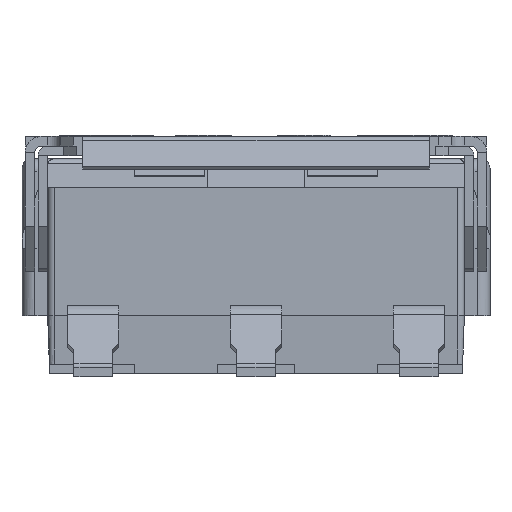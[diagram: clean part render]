
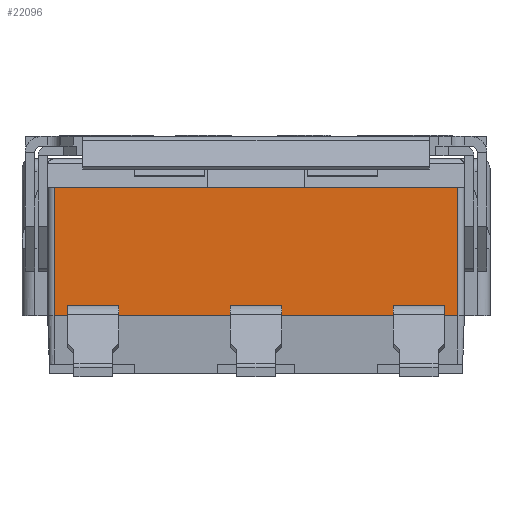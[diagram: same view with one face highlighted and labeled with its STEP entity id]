
A CAD part, front view. The second image highlights one B-rep face of the part: STEP entity #22096.
In plain terms, the highlighted planar face has unit normal (0, -1, 0).
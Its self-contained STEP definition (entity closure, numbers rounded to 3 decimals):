
#1493=ORIENTED_EDGE('',*,*,#7964,.F.);
#1494=ORIENTED_EDGE('',*,*,#7080,.T.);
#1495=ORIENTED_EDGE('',*,*,#7965,.F.);
#1496=ORIENTED_EDGE('',*,*,#7086,.F.);
#1497=ORIENTED_EDGE('',*,*,#7966,.F.);
#1498=ORIENTED_EDGE('',*,*,#7038,.T.);
#1499=ORIENTED_EDGE('',*,*,#7967,.F.);
#1500=ORIENTED_EDGE('',*,*,#7044,.F.);
#1501=ORIENTED_EDGE('',*,*,#7968,.F.);
#1502=ORIENTED_EDGE('',*,*,#6996,.T.);
#1503=ORIENTED_EDGE('',*,*,#7969,.F.);
#1504=ORIENTED_EDGE('',*,*,#7002,.F.);
#1505=ORIENTED_EDGE('',*,*,#7970,.F.);
#1506=ORIENTED_EDGE('',*,*,#7963,.T.);
#1507=ORIENTED_EDGE('',*,*,#7971,.T.);
#1508=ORIENTED_EDGE('',*,*,#7972,.F.);
#6996=EDGE_CURVE('',#10278,#10277,#12467,.T.);
#7002=EDGE_CURVE('',#10281,#10282,#12471,.T.);
#7038=EDGE_CURVE('',#10310,#10309,#12501,.T.);
#7044=EDGE_CURVE('',#10313,#10314,#12505,.T.);
#7080=EDGE_CURVE('',#10342,#10341,#12535,.T.);
#7086=EDGE_CURVE('',#10345,#10346,#12539,.T.);
#7963=EDGE_CURVE('',#11159,#11160,#13338,.T.);
#7964=EDGE_CURVE('',#10342,#10345,#13339,.T.);
#7965=EDGE_CURVE('',#10346,#10341,#13340,.T.);
#7966=EDGE_CURVE('',#10310,#10313,#13341,.T.);
#7967=EDGE_CURVE('',#10314,#10309,#13342,.T.);
#7968=EDGE_CURVE('',#10278,#10281,#13343,.T.);
#7969=EDGE_CURVE('',#10282,#10277,#13344,.T.);
#7970=EDGE_CURVE('',#11159,#11161,#13345,.T.);
#7971=EDGE_CURVE('',#11160,#11162,#13346,.T.);
#7972=EDGE_CURVE('',#11161,#11162,#13347,.T.);
#10277=VERTEX_POINT('',#38347);
#10278=VERTEX_POINT('',#38349);
#10281=VERTEX_POINT('',#38358);
#10282=VERTEX_POINT('',#38360);
#10309=VERTEX_POINT('',#38430);
#10310=VERTEX_POINT('',#38432);
#10313=VERTEX_POINT('',#38441);
#10314=VERTEX_POINT('',#38443);
#10341=VERTEX_POINT('',#38513);
#10342=VERTEX_POINT('',#38515);
#10345=VERTEX_POINT('',#38524);
#10346=VERTEX_POINT('',#38526);
#11159=VERTEX_POINT('',#40275);
#11160=VERTEX_POINT('',#40277);
#11161=VERTEX_POINT('',#40287);
#11162=VERTEX_POINT('',#40289);
#12467=LINE('',#38348,#15561);
#12471=LINE('',#38359,#15565);
#12501=LINE('',#38431,#15595);
#12505=LINE('',#38442,#15599);
#12535=LINE('',#38514,#15629);
#12539=LINE('',#38525,#15633);
#13338=LINE('',#40278,#16432);
#13339=LINE('',#40280,#16433);
#13340=LINE('',#40281,#16434);
#13341=LINE('',#40282,#16435);
#13342=LINE('',#40283,#16436);
#13343=LINE('',#40284,#16437);
#13344=LINE('',#40285,#16438);
#13345=LINE('',#40286,#16439);
#13346=LINE('',#40288,#16440);
#13347=LINE('',#40290,#16441);
#15561=VECTOR('',#32550,1000.);
#15565=VECTOR('',#32560,1000.);
#15595=VECTOR('',#32618,1000.);
#15599=VECTOR('',#32628,1000.);
#15629=VECTOR('',#32686,1000.);
#15633=VECTOR('',#32696,1000.);
#16432=VECTOR('',#33749,1000.);
#16433=VECTOR('',#33752,1000.);
#16434=VECTOR('',#33753,1000.);
#16435=VECTOR('',#33754,1000.);
#16436=VECTOR('',#33755,1000.);
#16437=VECTOR('',#33756,1000.);
#16438=VECTOR('',#33757,1000.);
#16439=VECTOR('',#33758,1000.);
#16440=VECTOR('',#33759,1000.);
#16441=VECTOR('',#33760,1000.);
#18710=EDGE_LOOP('',(#1493,#1494,#1495,#1496));
#18711=EDGE_LOOP('',(#1497,#1498,#1499,#1500));
#18712=EDGE_LOOP('',(#1501,#1502,#1503,#1504));
#18713=EDGE_LOOP('',(#1505,#1506,#1507,#1508));
#19890=FACE_BOUND('',#18710,.T.);
#19891=FACE_BOUND('',#18711,.T.);
#19892=FACE_BOUND('',#18712,.T.);
#19893=FACE_BOUND('',#18713,.T.);
#21030=PLANE('',#31285);
#22096=ADVANCED_FACE('',(#19890,#19891,#19892,#19893),#21030,.F.);
#31285=AXIS2_PLACEMENT_3D('',#40279,#33750,#33751);
#32550=DIRECTION('',(0.,0.,-1.));
#32560=DIRECTION('',(0.,0.,-1.));
#32618=DIRECTION('',(0.,0.,-1.));
#32628=DIRECTION('',(0.,0.,-1.));
#32686=DIRECTION('',(0.,0.,-1.));
#32696=DIRECTION('',(0.,0.,-1.));
#33749=DIRECTION('',(0.,0.,-1.));
#33750=DIRECTION('',(0.,1.,0.));
#33751=DIRECTION('',(0.,0.,1.));
#33752=DIRECTION('',(-1.,0.,0.));
#33753=DIRECTION('',(1.,0.,0.));
#33754=DIRECTION('',(-1.,0.,0.));
#33755=DIRECTION('',(1.,0.,0.));
#33756=DIRECTION('',(-1.,0.,0.));
#33757=DIRECTION('',(1.,0.,0.));
#33758=DIRECTION('',(1.,0.,0.));
#33759=DIRECTION('',(1.,0.,0.));
#33760=DIRECTION('',(0.,0.,-1.));
#38347=CARTESIAN_POINT('',(0.4,-3.55,-2.787));
#38348=CARTESIAN_POINT('',(0.4,-3.55,-0.35));
#38349=CARTESIAN_POINT('',(0.4,-3.55,-2.637));
#38358=CARTESIAN_POINT('',(-0.4,-3.55,-2.637));
#38359=CARTESIAN_POINT('',(-0.4,-3.55,-0.35));
#38360=CARTESIAN_POINT('',(-0.4,-3.55,-2.787));
#38430=CARTESIAN_POINT('',(-2.14,-3.55,-2.787));
#38431=CARTESIAN_POINT('',(-2.14,-3.55,-0.35));
#38432=CARTESIAN_POINT('',(-2.14,-3.55,-2.637));
#38441=CARTESIAN_POINT('',(-2.94,-3.55,-2.637));
#38442=CARTESIAN_POINT('',(-2.94,-3.55,-0.35));
#38443=CARTESIAN_POINT('',(-2.94,-3.55,-2.787));
#38513=CARTESIAN_POINT('',(2.94,-3.55,-2.787));
#38514=CARTESIAN_POINT('',(2.94,-3.55,-0.35));
#38515=CARTESIAN_POINT('',(2.94,-3.55,-2.637));
#38524=CARTESIAN_POINT('',(2.14,-3.55,-2.637));
#38525=CARTESIAN_POINT('',(2.14,-3.55,-0.35));
#38526=CARTESIAN_POINT('',(2.14,-3.55,-2.787));
#40275=CARTESIAN_POINT('',(-3.15,-3.55,-0.8));
#40277=CARTESIAN_POINT('',(-3.15,-3.55,-2.8));
#40278=CARTESIAN_POINT('',(-3.15,-3.55,-0.35));
#40279=CARTESIAN_POINT('',(-3.15,-3.55,-0.35));
#40280=CARTESIAN_POINT('',(-3.15,-3.55,-2.637));
#40281=CARTESIAN_POINT('',(-3.15,-3.55,-2.787));
#40282=CARTESIAN_POINT('',(-3.15,-3.55,-2.637));
#40283=CARTESIAN_POINT('',(-3.15,-3.55,-2.787));
#40284=CARTESIAN_POINT('',(-3.15,-3.55,-2.637));
#40285=CARTESIAN_POINT('',(-3.15,-3.55,-2.787));
#40286=CARTESIAN_POINT('',(-3.15,-3.55,-0.8));
#40287=CARTESIAN_POINT('',(3.15,-3.55,-0.8));
#40288=CARTESIAN_POINT('',(-3.15,-3.55,-2.8));
#40289=CARTESIAN_POINT('',(3.15,-3.55,-2.8));
#40290=CARTESIAN_POINT('',(3.15,-3.55,-0.35));
